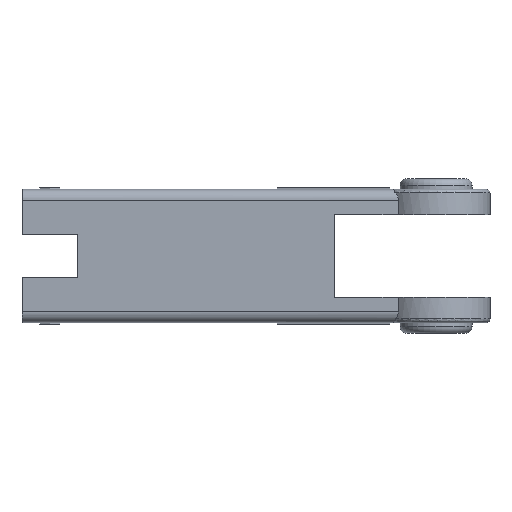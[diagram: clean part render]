
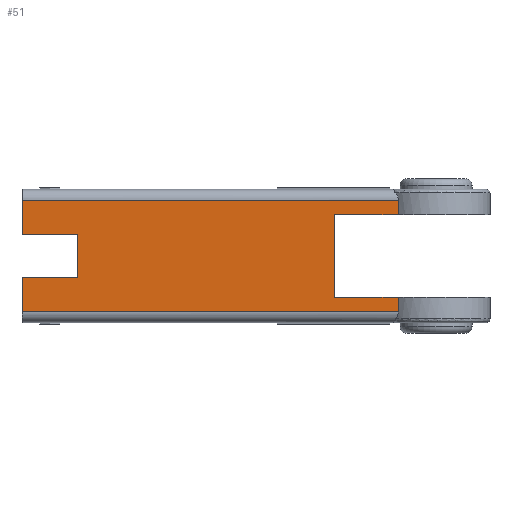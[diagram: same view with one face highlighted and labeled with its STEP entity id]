
A CAD part, front view. The second image highlights one B-rep face of the part: STEP entity #51.
In plain terms, the highlighted planar face has unit normal (-0.031, -1, 0).
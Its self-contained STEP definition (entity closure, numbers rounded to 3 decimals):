
#51 = ADVANCED_FACE ( 'NONE', ( #162 ), #1352, .F. ) ;
#56 = CARTESIAN_POINT ( 'NONE',  ( 89.5, -10.712, -15.5 ) ) ;
#74 = VECTOR ( 'NONE', #763, 1000. ) ;
#140 = VECTOR ( 'NONE', #2423, 1000. ) ;
#162 = FACE_OUTER_BOUND ( 'NONE', #869, .T. ) ;
#165 = ORIENTED_EDGE ( 'NONE', *, *, #2088, .F. ) ;
#191 = LINE ( 'NONE', #703, #1731 ) ;
#202 = LINE ( 'NONE', #947, #452 ) ;
#213 = VERTEX_POINT ( 'NONE', #248 ) ;
#225 = CARTESIAN_POINT ( 'NONE',  ( 89.5, -10.712, -11.5 ) ) ;
#237 = VERTEX_POINT ( 'NONE', #548 ) ;
#248 = CARTESIAN_POINT ( 'NONE',  ( 89.5, -10.712, -11.5 ) ) ;
#297 = VECTOR ( 'NONE', #1190, 1000. ) ;
#316 = CARTESIAN_POINT ( 'NONE',  ( 89.5, -10.712, 6. ) ) ;
#375 = VERTEX_POINT ( 'NONE', #2014 ) ;
#419 = ORIENTED_EDGE ( 'NONE', *, *, #1681, .F. ) ;
#430 = ORIENTED_EDGE ( 'NONE', *, *, #1118, .T. ) ;
#452 = VECTOR ( 'NONE', #2308, 1000. ) ;
#523 = LINE ( 'NONE', #2321, #1091 ) ;
#525 = LINE ( 'NONE', #1646, #705 ) ;
#527 = EDGE_CURVE ( 'NONE', #2102, #1826, #191, .T. ) ;
#548 = CARTESIAN_POINT ( 'NONE',  ( 89.5, -10.712, 11.5 ) ) ;
#565 = DIRECTION ( 'NONE',  ( 0., 0., -1. ) ) ;
#598 = ORIENTED_EDGE ( 'NONE', *, *, #527, .T. ) ;
#599 = VECTOR ( 'NONE', #1512, 1000. ) ;
#610 = DIRECTION ( 'NONE',  ( -1., 0.031, 0. ) ) ;
#635 = VERTEX_POINT ( 'NONE', #1720 ) ;
#668 = VERTEX_POINT ( 'NONE', #1967 ) ;
#703 = CARTESIAN_POINT ( 'NONE',  ( 89.5, -10.712, 15.5 ) ) ;
#705 = VECTOR ( 'NONE', #1477, 1000. ) ;
#724 = VERTEX_POINT ( 'NONE', #1938 ) ;
#760 = CARTESIAN_POINT ( 'NONE',  ( -15., -7.5, -15.5 ) ) ;
#763 = DIRECTION ( 'NONE',  ( 0., 0., 1. ) ) ;
#775 = DIRECTION ( 'NONE',  ( 1., -0.031, 0. ) ) ;
#782 = VECTOR ( 'NONE', #610, 1000. ) ;
#865 = LINE ( 'NONE', #225, #297 ) ;
#869 = EDGE_LOOP ( 'NONE', ( #2159, #2280, #909, #1102, #2289, #419, #430, #598, #1459, #165, #1777, #1857 ) ) ;
#909 = ORIENTED_EDGE ( 'NONE', *, *, #2186, .T. ) ;
#947 = CARTESIAN_POINT ( 'NONE',  ( 89.5, -10.712, 11.5 ) ) ;
#957 = AXIS2_PLACEMENT_3D ( 'NONE', #1732, #1151, #775 ) ;
#1027 = VERTEX_POINT ( 'NONE', #2110 ) ;
#1072 = DIRECTION ( 'NONE',  ( -1., 0.031, 0. ) ) ;
#1074 = VERTEX_POINT ( 'NONE', #760 ) ;
#1091 = VECTOR ( 'NONE', #1906, 1000. ) ;
#1102 = ORIENTED_EDGE ( 'NONE', *, *, #2315, .T. ) ;
#1118 = EDGE_CURVE ( 'NONE', #237, #2102, #523, .T. ) ;
#1151 = DIRECTION ( 'NONE',  ( 0.031, 1., 0. ) ) ;
#1187 = CARTESIAN_POINT ( 'NONE',  ( 89.5, -10.712, -6. ) ) ;
#1190 = DIRECTION ( 'NONE',  ( -1., 0.031, 0. ) ) ;
#1205 = VECTOR ( 'NONE', #565, 1000. ) ;
#1257 = VERTEX_POINT ( 'NONE', #2356 ) ;
#1272 = EDGE_CURVE ( 'NONE', #2219, #1826, #1275, .T. ) ;
#1275 = LINE ( 'NONE', #2329, #1534 ) ;
#1291 = DIRECTION ( 'NONE',  ( -1., 0.031, 0. ) ) ;
#1294 = LINE ( 'NONE', #2256, #74 ) ;
#1352 = PLANE ( 'NONE',  #957 ) ;
#1459 = ORIENTED_EDGE ( 'NONE', *, *, #1272, .F. ) ;
#1477 = DIRECTION ( 'NONE',  ( 0., 0., 1. ) ) ;
#1500 = EDGE_CURVE ( 'NONE', #1074, #1027, #525, .T. ) ;
#1512 = DIRECTION ( 'NONE',  ( 0., 0., 1. ) ) ;
#1534 = VECTOR ( 'NONE', #2177, 1000. ) ;
#1625 = LINE ( 'NONE', #1187, #782 ) ;
#1646 = CARTESIAN_POINT ( 'NONE',  ( -15., -7.5, -18.5 ) ) ;
#1661 = CARTESIAN_POINT ( 'NONE',  ( 89.5, -10.712, 15.5 ) ) ;
#1681 = EDGE_CURVE ( 'NONE', #237, #375, #202, .T. ) ;
#1706 = LINE ( 'NONE', #2107, #1205 ) ;
#1720 = CARTESIAN_POINT ( 'NONE',  ( 0.412, -7.974, -6. ) ) ;
#1722 = EDGE_CURVE ( 'NONE', #668, #375, #1806, .T. ) ;
#1731 = VECTOR ( 'NONE', #1291, 1000. ) ;
#1732 = CARTESIAN_POINT ( 'NONE',  ( 89.5, -10.712, -18.5 ) ) ;
#1773 = LINE ( 'NONE', #316, #2047 ) ;
#1777 = ORIENTED_EDGE ( 'NONE', *, *, #2205, .T. ) ;
#1806 = LINE ( 'NONE', #2488, #599 ) ;
#1813 = EDGE_CURVE ( 'NONE', #635, #1027, #1625, .T. ) ;
#1826 = VERTEX_POINT ( 'NONE', #2155 ) ;
#1857 = ORIENTED_EDGE ( 'NONE', *, *, #1813, .T. ) ;
#1906 = DIRECTION ( 'NONE',  ( 0., 0., 1. ) ) ;
#1938 = CARTESIAN_POINT ( 'NONE',  ( 89.5, -10.712, -15.5 ) ) ;
#1967 = CARTESIAN_POINT ( 'NONE',  ( 71.775, -10.167, -11.5 ) ) ;
#1992 = EDGE_CURVE ( 'NONE', #1074, #724, #2449, .T. ) ;
#2014 = CARTESIAN_POINT ( 'NONE',  ( 71.775, -10.167, 11.5 ) ) ;
#2047 = VECTOR ( 'NONE', #1072, 1000. ) ;
#2088 = EDGE_CURVE ( 'NONE', #1257, #2219, #1773, .T. ) ;
#2102 = VERTEX_POINT ( 'NONE', #1661 ) ;
#2107 = CARTESIAN_POINT ( 'NONE',  ( 0.412, -7.974, -18.5 ) ) ;
#2110 = CARTESIAN_POINT ( 'NONE',  ( -15., -7.5, -6. ) ) ;
#2155 = CARTESIAN_POINT ( 'NONE',  ( -15., -7.5, 15.5 ) ) ;
#2159 = ORIENTED_EDGE ( 'NONE', *, *, #1500, .F. ) ;
#2177 = DIRECTION ( 'NONE',  ( 0., 0., 1. ) ) ;
#2186 = EDGE_CURVE ( 'NONE', #724, #213, #1294, .T. ) ;
#2205 = EDGE_CURVE ( 'NONE', #1257, #635, #1706, .T. ) ;
#2219 = VERTEX_POINT ( 'NONE', #2295 ) ;
#2256 = CARTESIAN_POINT ( 'NONE',  ( 89.5, -10.712, -18.5 ) ) ;
#2280 = ORIENTED_EDGE ( 'NONE', *, *, #1992, .T. ) ;
#2289 = ORIENTED_EDGE ( 'NONE', *, *, #1722, .T. ) ;
#2295 = CARTESIAN_POINT ( 'NONE',  ( -15., -7.5, 6. ) ) ;
#2308 = DIRECTION ( 'NONE',  ( -1., 0.031, 0. ) ) ;
#2315 = EDGE_CURVE ( 'NONE', #213, #668, #865, .T. ) ;
#2321 = CARTESIAN_POINT ( 'NONE',  ( 89.5, -10.712, -18.5 ) ) ;
#2329 = CARTESIAN_POINT ( 'NONE',  ( -15., -7.5, -18.5 ) ) ;
#2356 = CARTESIAN_POINT ( 'NONE',  ( 0.412, -7.974, 6. ) ) ;
#2423 = DIRECTION ( 'NONE',  ( 1., -0.031, 0. ) ) ;
#2449 = LINE ( 'NONE', #56, #140 ) ;
#2488 = CARTESIAN_POINT ( 'NONE',  ( 71.775, -10.167, 11.5 ) ) ;
